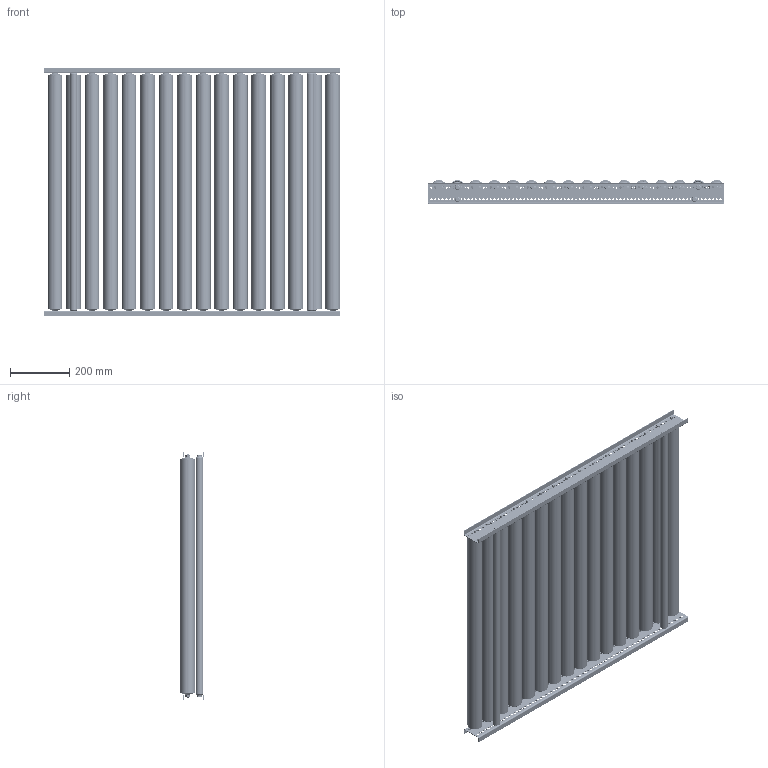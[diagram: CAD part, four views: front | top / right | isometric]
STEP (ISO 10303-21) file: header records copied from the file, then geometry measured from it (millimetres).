
FILE_DESCRIPTION (( 'STEP AP214' ), '1' );
FILE_NAME ('0052093.step', '2021-10-26T10:04:10', ( '' ), ( '' ), 'SwSTEP 2.0', 'SolidWorks 2020', '' );
FILE_SCHEMA (( 'AUTOMOTIVE_DESIGN' ));
Length unit declared in the file: millimetre
Products named in the file (15): S100994_Sperrzahnschraube_M08x16-8.8-A2K; 0017015_Tragrollenrohr-Ø50x2,8KU_KFG_L=780; 0026266_Typ-KUT100-50x2,8-12; 0039778-Achse-ST-Ø08-KFG_AL820-G; 0017015_Tragrollenrohr-Ø50x2,8KU_KFG_0017015_L=785; 0052093; Druckfeder_1,2x10x30; Traversen_KFG_L800; KUT100-50x2,8-KB-A12-IGM8-EL=KFG_S100915_KUT100-50x2,8-KB-A12-IGM8-EL=800; Profil_LRB-20x70x20x2_KFG_S100200_U-PROFIL-20-70-20-2-LRB-L=1000; Sicherungsring_DIN471_8x0.8_Circlip DIN 471 - 8 x 0.8; 0024178_Passscheibe_DIN988_12x18x1; 0026267_Typ-KUT100-50x2,8-8_Lageboden-schematisch; KUT100-50x2,8-KB-A8-FA_KFG_0054463_KUT100-50x2,8-KB-A8-FA-EL=800; 0039780-Achse-ST-Ø12-KFG_IGM8-AL=800
Assembly tree (41 placements, depth 3):
  0052093
    Profil_LRB-20x70x20x2_KFG_S100200_U-PROFIL-20-70-20-2-LRB-L=1000  x2
    KUT100-50x2,8-KB-A8-FA_KFG_0054463_KUT100-50x2,8-KB-A8-FA-EL=800  x14
      0026267_Typ-KUT100-50x2,8-8_Lageboden-schematisch
      0039778-Achse-ST-Ø08-KFG_AL820-G
      0017015_Tragrollenrohr-Ø50x2,8KU_KFG_L=780
      Druckfeder_1,2x10x30
      Sicherungsring_DIN471_8x0.8_Circlip DIN 471 - 8 x 0.8
    KUT100-50x2,8-KB-A12-IGM8-EL=KFG_S100915_KUT100-50x2,8-KB-A12-IGM8-EL=800  x2
      0017015_Tragrollenrohr-Ø50x2,8KU_KFG_0017015_L=785
      0026266_Typ-KUT100-50x2,8-12
      0039780-Achse-ST-Ø12-KFG_IGM8-AL=800
      0024178_Passscheibe_DIN988_12x18x1
    S100994_Sperrzahnschraube_M08x16-8.8-A2K  x8
    Traversen_KFG_L800  x2
Bounding box: 1000 x 80 x 840 mm (x, y, z)
Volume: 7443686 mm3; surface area: 5378494.6 mm2
Topology: 274 solids, 274 shells, 5068 faces, 12648 edges, 8032 vertices
Faces by surface type: cylinder 2192, plane 1336, torus 536, cone 512, sphere 464, bspline 28
Entity records: 39005 total; most frequent: CARTESIAN_POINT 10713, DIRECTION 5217, ORIENTED_EDGE 4536, AXIS2_PLACEMENT_3D 2298, EDGE_CURVE 2268, VERTEX_POINT 1484, CIRCLE 1377, EDGE_LOOP 1236
